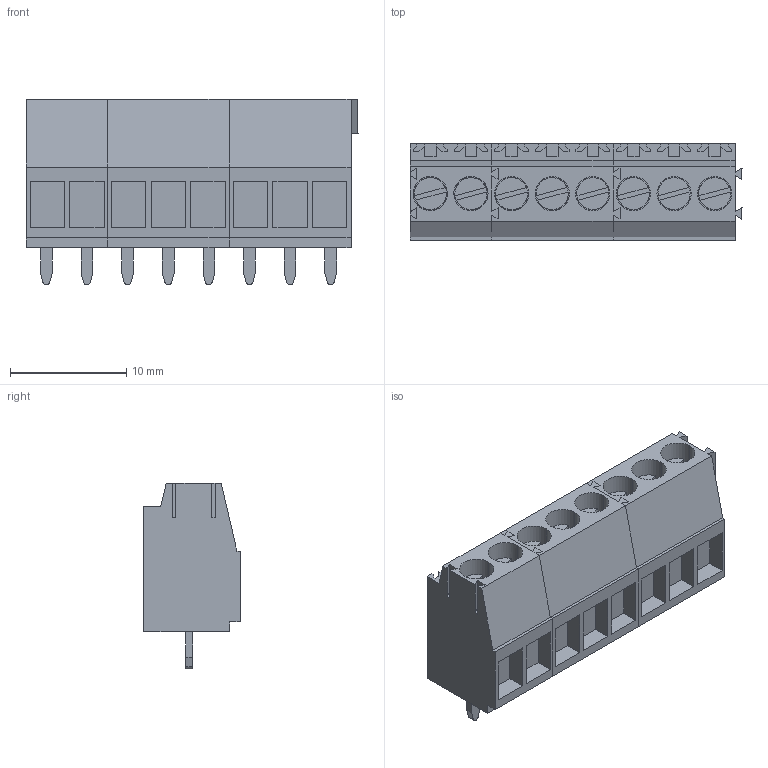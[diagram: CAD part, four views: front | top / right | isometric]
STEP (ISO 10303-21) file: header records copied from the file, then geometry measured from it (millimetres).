
FILE_DESCRIPTION(('CATIA V5 STEP Exchange','CAx-IF Rec.Pracs.--- Model Styling and Organization---1.2---2011-12-15'),'2;1');
FILE_NAME ('D1457376_0_1845070000_1845070000.stp','2018-03-12T10:49:41+00:00',('none'),('Weidmueller'),'CATIA Version 5-6 Release 2014','CATIA V5 STEP AP214','none');
FILE_SCHEMA(('AUTOMOTIVE_DESIGN { 1 0 10303 214 1 1 1 1 }'));
Length unit declared in the file: millimetre
Products named in the file (1): 1845070000
Bounding box: 28.6 x 8.3 x 16 mm (x, y, z)
Volume: 2222.1 mm3; surface area: 3000.5 mm2
Topology: 19 solids, 19 shells, 492 faces, 1290 edges, 860 vertices
Faces by surface type: plane 420, cylinder 72
Entity records: 14830 total; most frequent: CARTESIAN_POINT 2721, ORIENTED_EDGE 2580, DIRECTION 2079, EDGE_CURVE 1290, VECTOR 1114, LINE 1114, VERTEX_POINT 860, AXIS2_PLACEMENT_3D 564
